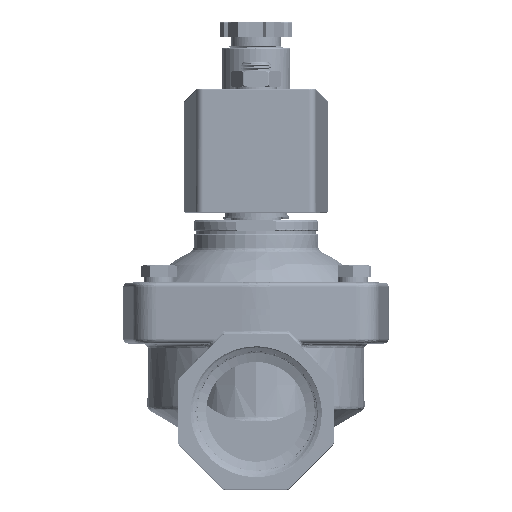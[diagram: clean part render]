
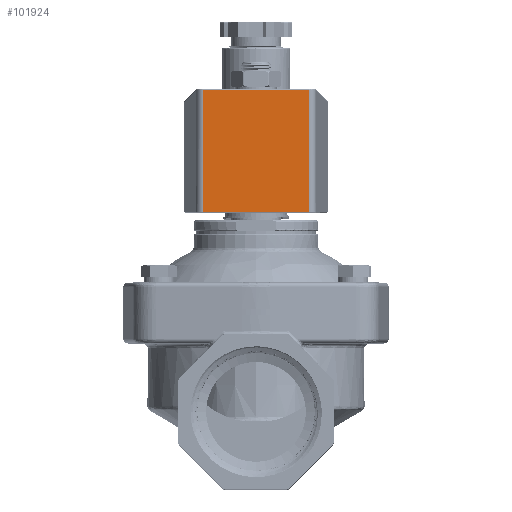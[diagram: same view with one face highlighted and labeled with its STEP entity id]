
A CAD part, top view. The second image highlights one B-rep face of the part: STEP entity #101924.
In plain terms, the highlighted planar face has unit normal (0, 0, 1).
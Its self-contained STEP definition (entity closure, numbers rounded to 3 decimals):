
#11842 = ORIENTED_EDGE ( 'NONE', *, *, #125464, .F. ) ;
#13131 = VERTEX_POINT ( 'NONE', #70729 ) ;
#14849 = CARTESIAN_POINT ( 'NONE',  ( 45.937, 123.692, -16.741 ) ) ;
#18063 = CARTESIAN_POINT ( 'NONE',  ( 12.215, 32.7, -16.741 ) ) ;
#21974 = LINE ( 'NONE', #14849, #159810 ) ;
#32364 = DIRECTION ( 'NONE',  ( 0., -1., 0. ) ) ;
#34508 = CARTESIAN_POINT ( 'NONE',  ( 10.226, 32.7, -16.741 ) ) ;
#34592 = EDGE_LOOP ( 'NONE', ( #152381, #11842, #79260, #66943 ) ) ;
#48733 = DIRECTION ( 'NONE',  ( 0., 0., 1. ) ) ;
#51914 = VECTOR ( 'NONE', #146343, 1000. ) ;
#52178 = EDGE_CURVE ( 'NONE', #177488, #13131, #21974, .T. ) ;
#57358 = LINE ( 'NONE', #170971, #170808 ) ;
#66943 = ORIENTED_EDGE ( 'NONE', *, *, #148519, .T. ) ;
#68322 = VECTOR ( 'NONE', #32364, 1000. ) ;
#70729 = CARTESIAN_POINT ( 'NONE',  ( 45.937, 32.9, -16.741 ) ) ;
#71499 = DIRECTION ( 'NONE',  ( -1., 0., 0. ) ) ;
#75342 = VERTEX_POINT ( 'NONE', #105048 ) ;
#79260 = ORIENTED_EDGE ( 'NONE', *, *, #52178, .F. ) ;
#97174 = VERTEX_POINT ( 'NONE', #125437 ) ;
#101924 = ADVANCED_FACE ( 'NONE', ( #113219 ), #168815, .T. ) ;
#105048 = CARTESIAN_POINT ( 'NONE',  ( 12.215, 32.9, -16.741 ) ) ;
#113219 = FACE_OUTER_BOUND ( 'NONE', #34592, .T. ) ;
#114296 = DIRECTION ( 'NONE',  ( 0., -1., 0. ) ) ;
#117311 = CARTESIAN_POINT ( 'NONE',  ( 45.937, 72., -16.741 ) ) ;
#118461 = EDGE_CURVE ( 'NONE', #97174, #75342, #177325, .T. ) ;
#125437 = CARTESIAN_POINT ( 'NONE',  ( 12.215, 72., -16.741 ) ) ;
#125464 = EDGE_CURVE ( 'NONE', #13131, #75342, #160927, .T. ) ;
#132042 = CARTESIAN_POINT ( 'NONE',  ( 12.075, 32.9, -16.741 ) ) ;
#146343 = DIRECTION ( 'NONE',  ( -1., 0., 0. ) ) ;
#148204 = DIRECTION ( 'NONE',  ( 1., 0., 0. ) ) ;
#148519 = EDGE_CURVE ( 'NONE', #177488, #97174, #57358, .T. ) ;
#148904 = AXIS2_PLACEMENT_3D ( 'NONE', #34508, #48733, #148204 ) ;
#152381 = ORIENTED_EDGE ( 'NONE', *, *, #118461, .T. ) ;
#159810 = VECTOR ( 'NONE', #114296, 1000. ) ;
#160927 = LINE ( 'NONE', #132042, #51914 ) ;
#168815 = PLANE ( 'NONE',  #148904 ) ;
#170808 = VECTOR ( 'NONE', #71499, 1000. ) ;
#170971 = CARTESIAN_POINT ( 'NONE',  ( 10.226, 72., -16.741 ) ) ;
#177325 = LINE ( 'NONE', #18063, #68322 ) ;
#177488 = VERTEX_POINT ( 'NONE', #117311 ) ;
